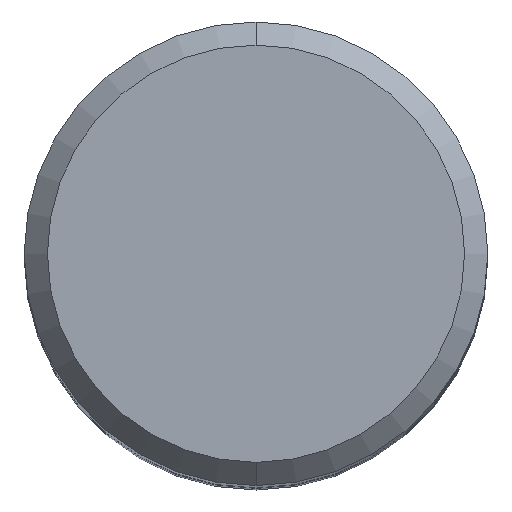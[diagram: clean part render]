
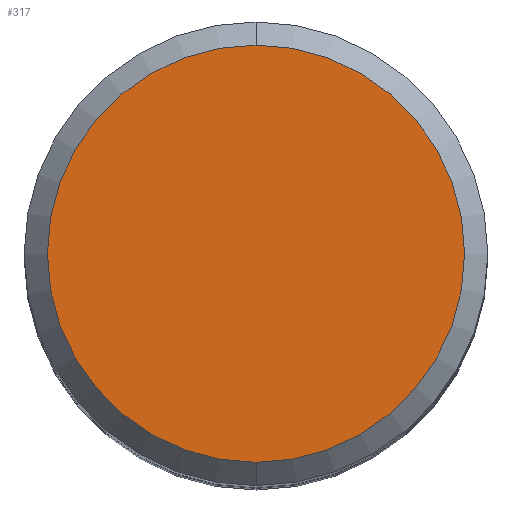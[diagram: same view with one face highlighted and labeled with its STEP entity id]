
A CAD part, top view. The second image highlights one B-rep face of the part: STEP entity #317.
In plain terms, the highlighted planar face has unit normal (0, 0, 1).
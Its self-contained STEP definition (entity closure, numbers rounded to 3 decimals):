
#309=VERTEX_POINT('',#627);
#317=ADVANCED_FACE('',(#636),#637,.T.);
#397=EDGE_CURVE('',#399,#309,#723,.T.);
#399=VERTEX_POINT('',#725);
#437=EDGE_CURVE('',#309,#399,#764,.T.);
#627=CARTESIAN_POINT('',(0.0,9.0,0.0));
#636=FACE_OUTER_BOUND('',#1211,.T.);
#637=PLANE('',#1212);
#723=CIRCLE('',#1401,9.0);
#725=CARTESIAN_POINT('',(0.,-9.0,0.0));
#764=CIRCLE('',#1544,9.0);
#1211=EDGE_LOOP('',(#1789,#1790));
#1212=AXIS2_PLACEMENT_3D('',#1791,#1792,#1793);
#1401=AXIS2_PLACEMENT_3D('',#1877,#1878,#1879);
#1544=AXIS2_PLACEMENT_3D('',#1898,#1899,#1900);
#1789=ORIENTED_EDGE('',*,*,#437,.F.);
#1790=ORIENTED_EDGE('',*,*,#397,.F.);
#1791=CARTESIAN_POINT('',(0.0,4.5,0.0));
#1792=DIRECTION('',(-0.0,0.0,1.0));
#1793=DIRECTION('',(0.0,-1.0,0.0));
#1877=CARTESIAN_POINT('',(0.0,0.0,0.0));
#1878=DIRECTION('',(0.0,0.0,-1.0));
#1879=DIRECTION('',(0.0,1.0,0.0));
#1898=CARTESIAN_POINT('',(0.0,0.0,0.0));
#1899=DIRECTION('',(0.0,0.0,-1.0));
#1900=DIRECTION('',(0.0,1.0,0.0));
